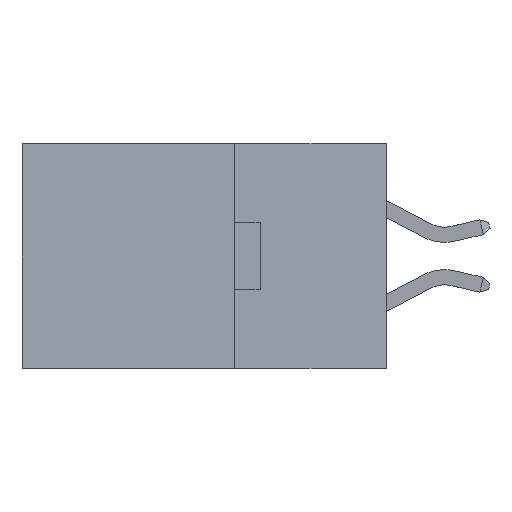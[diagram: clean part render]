
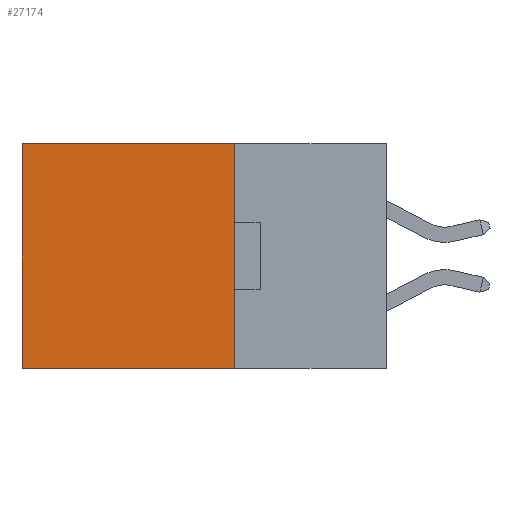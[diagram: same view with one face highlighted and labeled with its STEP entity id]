
A CAD part, left-side view. The second image highlights one B-rep face of the part: STEP entity #27174.
In plain terms, the highlighted planar face has unit normal (-1, 0, 0).
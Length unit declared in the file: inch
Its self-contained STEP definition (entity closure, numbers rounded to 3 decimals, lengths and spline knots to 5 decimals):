
#367 = CARTESIAN_POINT ( 'NONE',  ( 0.2615, 0.6, -0.37 ) ) ;
#738 = VECTOR ( 'NONE', #25952, 39.37008 ) ;
#1047 = LINE ( 'NONE', #25819, #738 ) ;
#1272 = CARTESIAN_POINT ( 'NONE',  ( 0.2615, 0.25, -0.37 ) ) ;
#3826 = VERTEX_POINT ( 'NONE', #19384 ) ;
#3902 = EDGE_CURVE ( 'NONE', #3826, #10058, #7709, .T. ) ;
#4006 = VECTOR ( 'NONE', #24529, 39.37008 ) ;
#5112 = EDGE_LOOP ( 'NONE', ( #23245, #20810, #9160, #10220 ) ) ;
#7709 = LINE ( 'NONE', #26116, #16363 ) ;
#8198 = PLANE ( 'NONE',  #27930 ) ;
#9160 = ORIENTED_EDGE ( 'NONE', *, *, #3902, .F. ) ;
#10058 = VERTEX_POINT ( 'NONE', #18902 ) ;
#10186 = LINE ( 'NONE', #23634, #23691 ) ;
#10220 = ORIENTED_EDGE ( 'NONE', *, *, #27943, .T. ) ;
#16363 = VECTOR ( 'NONE', #23789, 39.37008 ) ;
#16779 = VERTEX_POINT ( 'NONE', #19421 ) ;
#17107 = DIRECTION ( 'NONE',  ( 1., 0., 0. ) ) ;
#18902 = CARTESIAN_POINT ( 'NONE',  ( 0.2615, 0.25, -0.37 ) ) ;
#19151 = FACE_OUTER_BOUND ( 'NONE', #5112, .T. ) ;
#19384 = CARTESIAN_POINT ( 'NONE',  ( 0.2615, 0.25, 0. ) ) ;
#19421 = CARTESIAN_POINT ( 'NONE',  ( 0.2615, 0.6, 0. ) ) ;
#20810 = ORIENTED_EDGE ( 'NONE', *, *, #22506, .F. ) ;
#21854 = VERTEX_POINT ( 'NONE', #367 ) ;
#22054 = LINE ( 'NONE', #28805, #4006 ) ;
#22145 = EDGE_CURVE ( 'NONE', #16779, #21854, #22054, .T. ) ;
#22506 = EDGE_CURVE ( 'NONE', #10058, #21854, #10186, .T. ) ;
#23245 = ORIENTED_EDGE ( 'NONE', *, *, #22145, .T. ) ;
#23634 = CARTESIAN_POINT ( 'NONE',  ( 0.2615, 0.25, -0.37 ) ) ;
#23691 = VECTOR ( 'NONE', #27742, 39.37008 ) ;
#23789 = DIRECTION ( 'NONE',  ( 0., 0., -1. ) ) ;
#24529 = DIRECTION ( 'NONE',  ( 0., 0., -1. ) ) ;
#25819 = CARTESIAN_POINT ( 'NONE',  ( 0.2615, 0.25, 0. ) ) ;
#25952 = DIRECTION ( 'NONE',  ( 0., 1., 0. ) ) ;
#26027 = DIRECTION ( 'NONE',  ( 0., 0., -1. ) ) ;
#26116 = CARTESIAN_POINT ( 'NONE',  ( 0.2615, 0.25, -0.37 ) ) ;
#27174 = ADVANCED_FACE ( 'NONE', ( #19151 ), #8198, .F. ) ;
#27742 = DIRECTION ( 'NONE',  ( 0., 1., 0. ) ) ;
#27930 = AXIS2_PLACEMENT_3D ( 'NONE', #1272, #17107, #26027 ) ;
#27943 = EDGE_CURVE ( 'NONE', #3826, #16779, #1047, .T. ) ;
#28805 = CARTESIAN_POINT ( 'NONE',  ( 0.2615, 0.6, -0.37 ) ) ;
